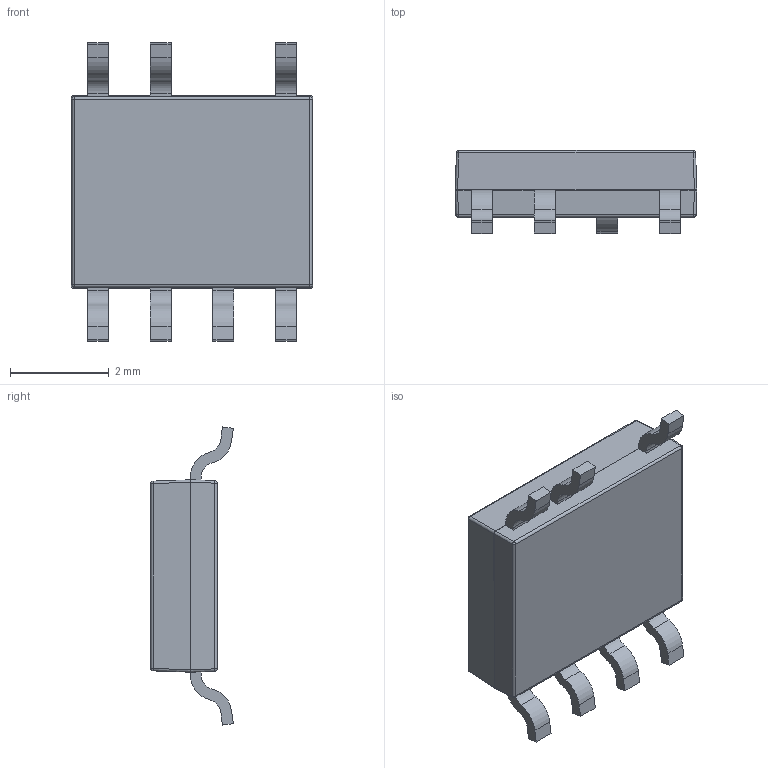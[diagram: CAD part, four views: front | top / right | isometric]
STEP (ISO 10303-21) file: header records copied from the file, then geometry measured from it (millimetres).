
FILE_DESCRIPTION (( 'STEP AP214' ), '1' );
FILE_NAME ('User Library-SO8C- pin 3.STEP', '2016-09-15T10:48:46', ( 'Windows User' ), ( '' ), 'SwSTEP 2.0', 'SolidWorks 2016', '' );
FILE_SCHEMA (( 'AUTOMOTIVE_DESIGN' ));
Length unit declared in the file: inch
Products named in the file (1): User Library-SO8C- pin 3
Bounding box: 4.9 x 1.68 x 6.05 mm (x, y, z)
Volume: 26.3 mm3; surface area: 72.5 mm2
Topology: 1 solids, 1 shells, 121 faces, 321 edges, 199 vertices
Faces by surface type: plane 59, cylinder 49, bspline 13
Entity records: 5478 total; most frequent: CARTESIAN_POINT 860, DIRECTION 640, ORIENTED_EDGE 634, EDGE_CURVE 317, AXIS2_PLACEMENT_3D 219, VECTOR 202, LINE 202, VERTEX_POINT 199
